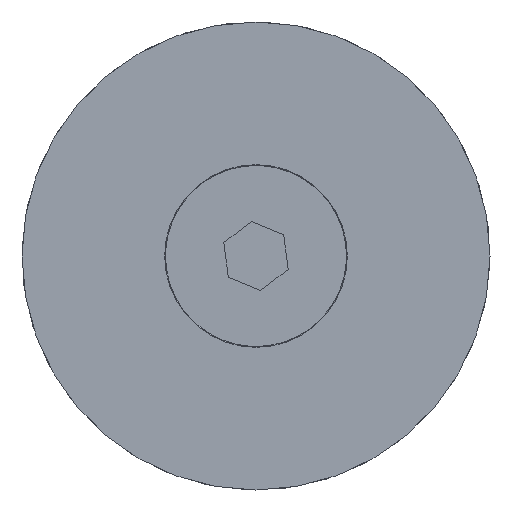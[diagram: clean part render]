
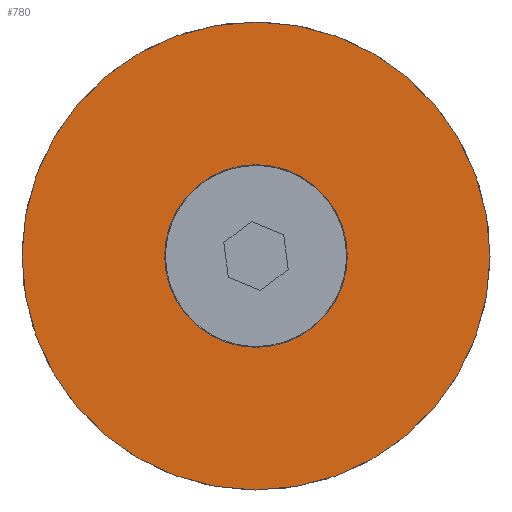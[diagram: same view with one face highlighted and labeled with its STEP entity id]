
A CAD part, front view. The second image highlights one B-rep face of the part: STEP entity #780.
In plain terms, the highlighted planar face has unit normal (0, -1, 0).
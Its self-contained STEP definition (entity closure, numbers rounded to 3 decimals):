
#44 = AXIS2_PLACEMENT_3D ( 'NONE', #827, #520, #945 ) ;
#45 = EDGE_CURVE ( 'NONE', #1423, #1254, #893, .T. ) ;
#70 = AXIS2_PLACEMENT_3D ( 'NONE', #751, #1465, #1087 ) ;
#91 = DIRECTION ( 'NONE',  ( 0., -1., 0. ) ) ;
#180 = CIRCLE ( 'NONE', #44, 31. ) ;
#191 = AXIS2_PLACEMENT_3D ( 'NONE', #1344, #2026, #1827 ) ;
#219 = VERTEX_POINT ( 'NONE', #645 ) ;
#256 = DIRECTION ( 'NONE',  ( 1., 0., 0. ) ) ;
#281 = EDGE_CURVE ( 'NONE', #1254, #1423, #1993, .T. ) ;
#295 = EDGE_LOOP ( 'NONE', ( #2005, #493 ) ) ;
#311 = DIRECTION ( 'NONE',  ( 0., -1., 0. ) ) ;
#442 = AXIS2_PLACEMENT_3D ( 'NONE', #1654, #311, #1666 ) ;
#493 = ORIENTED_EDGE ( 'NONE', *, *, #281, .F. ) ;
#520 = DIRECTION ( 'NONE',  ( 0., -1., 0. ) ) ;
#630 = CIRCLE ( 'NONE', #70, 31. ) ;
#645 = CARTESIAN_POINT ( 'NONE',  ( -31., -10., 0. ) ) ;
#674 = CARTESIAN_POINT ( 'NONE',  ( 31., -10., 0. ) ) ;
#699 = ORIENTED_EDGE ( 'NONE', *, *, #1293, .T. ) ;
#751 = CARTESIAN_POINT ( 'NONE',  ( 0., -10., 0. ) ) ;
#780 = ADVANCED_FACE ( 'NONE', ( #2162, #1150 ), #817, .T. ) ;
#817 = PLANE ( 'NONE',  #191 ) ;
#827 = CARTESIAN_POINT ( 'NONE',  ( 0., -10., 0. ) ) ;
#882 = ORIENTED_EDGE ( 'NONE', *, *, #1991, .T. ) ;
#893 = CIRCLE ( 'NONE', #1922, 12.1 ) ;
#945 = DIRECTION ( 'NONE',  ( 1., 0., 0. ) ) ;
#1087 = DIRECTION ( 'NONE',  ( 1., 0., 0. ) ) ;
#1150 = FACE_BOUND ( 'NONE', #295, .T. ) ;
#1254 = VERTEX_POINT ( 'NONE', #1967 ) ;
#1293 = EDGE_CURVE ( 'NONE', #219, #1800, #630, .T. ) ;
#1344 = CARTESIAN_POINT ( 'NONE',  ( 12.1, -10., 0. ) ) ;
#1423 = VERTEX_POINT ( 'NONE', #1694 ) ;
#1465 = DIRECTION ( 'NONE',  ( 0., -1., 0. ) ) ;
#1648 = CARTESIAN_POINT ( 'NONE',  ( 0., -10., 0. ) ) ;
#1654 = CARTESIAN_POINT ( 'NONE',  ( 0., -10., 0. ) ) ;
#1660 = EDGE_LOOP ( 'NONE', ( #882, #699 ) ) ;
#1666 = DIRECTION ( 'NONE',  ( 1., 0., 0. ) ) ;
#1694 = CARTESIAN_POINT ( 'NONE',  ( 12.1, -10., 0. ) ) ;
#1800 = VERTEX_POINT ( 'NONE', #674 ) ;
#1827 = DIRECTION ( 'NONE',  ( 1., 0., 0. ) ) ;
#1922 = AXIS2_PLACEMENT_3D ( 'NONE', #1648, #91, #256 ) ;
#1967 = CARTESIAN_POINT ( 'NONE',  ( -12.1, -10., 0. ) ) ;
#1991 = EDGE_CURVE ( 'NONE', #1800, #219, #180, .T. ) ;
#1993 = CIRCLE ( 'NONE', #442, 12.1 ) ;
#2005 = ORIENTED_EDGE ( 'NONE', *, *, #45, .F. ) ;
#2026 = DIRECTION ( 'NONE',  ( 0., -1., 0. ) ) ;
#2162 = FACE_OUTER_BOUND ( 'NONE', #1660, .T. ) ;
